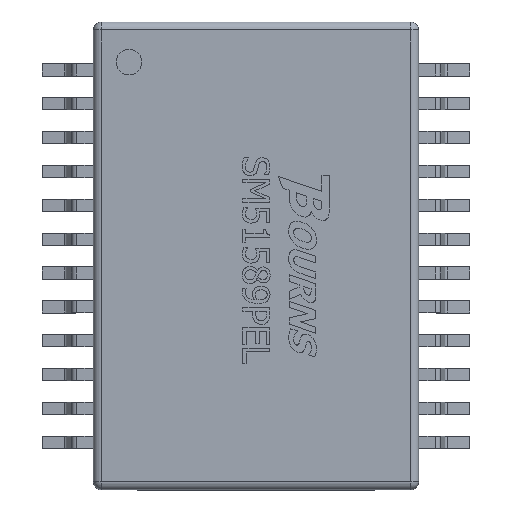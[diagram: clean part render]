
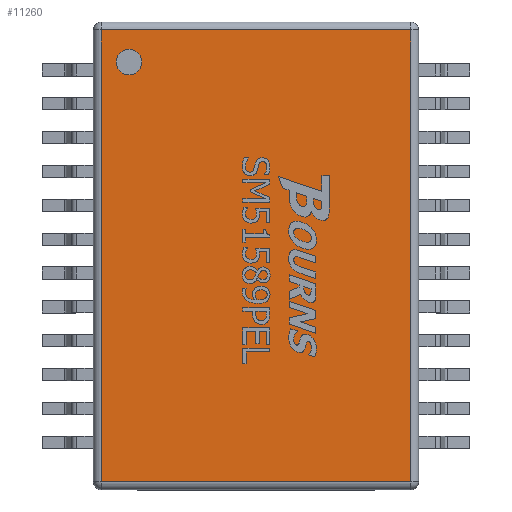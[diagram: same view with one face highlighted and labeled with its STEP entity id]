
A CAD part, top view. The second image highlights one B-rep face of the part: STEP entity #11260.
In plain terms, the highlighted planar face has unit normal (0, 0, 1).
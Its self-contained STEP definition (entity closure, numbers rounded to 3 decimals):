
#558=PLANE('',#11972);
#976=FACE_OUTER_BOUND('',#1631,.T.);
#1631=EDGE_LOOP('',(#7791,#7792,#7793,#7794));
#2292=LINE('',#15350,#3498);
#2294=LINE('',#15358,#3500);
#2296=LINE('',#15368,#3502);
#2298=LINE('',#15377,#3504);
#3498=VECTOR('',#12684,16.95);
#3500=VECTOR('',#12692,11.6);
#3502=VECTOR('',#12704,16.95);
#3504=VECTOR('',#12716,11.6);
#4913=VERTEX_POINT('',#15343);
#4916=VERTEX_POINT('',#15348);
#4917=VERTEX_POINT('',#15352);
#4920=VERTEX_POINT('',#15362);
#6046=EDGE_CURVE('',#4916,#4913,#2292,.T.);
#6050=EDGE_CURVE('',#4913,#4917,#2294,.T.);
#6055=EDGE_CURVE('',#4917,#4920,#2296,.T.);
#6060=EDGE_CURVE('',#4920,#4916,#2298,.T.);
#7791=ORIENTED_EDGE('',*,*,#6046,.F.);
#7792=ORIENTED_EDGE('',*,*,#6060,.F.);
#7793=ORIENTED_EDGE('',*,*,#6055,.F.);
#7794=ORIENTED_EDGE('',*,*,#6050,.F.);
#11260=ADVANCED_FACE('',(#976),#558,.T.);
#11972=AXIS2_PLACEMENT_3D('',#15408,#12748,#12749);
#12684=DIRECTION('',(-1.,0.,0.));
#12692=DIRECTION('',(0.,1.,0.));
#12704=DIRECTION('',(1.,0.,0.));
#12716=DIRECTION('',(0.,-1.,0.));
#12748=DIRECTION('center_axis',(0.,0.,1.));
#12749=DIRECTION('ref_axis',(1.,0.,0.));
#15343=CARTESIAN_POINT('',(-8.475,-5.8,6.25));
#15348=CARTESIAN_POINT('',(8.475,-5.8,6.25));
#15350=CARTESIAN_POINT('',(-4.388,-5.8,6.25));
#15352=CARTESIAN_POINT('',(-8.475,5.8,6.25));
#15358=CARTESIAN_POINT('',(-8.475,3.05,6.25));
#15362=CARTESIAN_POINT('',(8.475,5.8,6.25));
#15368=CARTESIAN_POINT('',(4.388,5.8,6.25));
#15377=CARTESIAN_POINT('',(8.475,-3.05,6.25));
#15408=CARTESIAN_POINT('Origin',(0.,0.,6.25));
